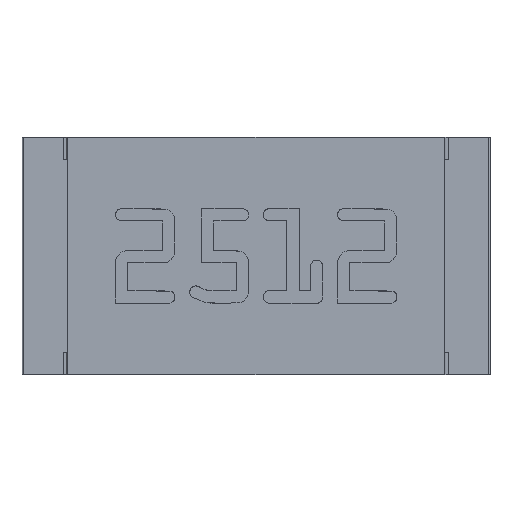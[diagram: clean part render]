
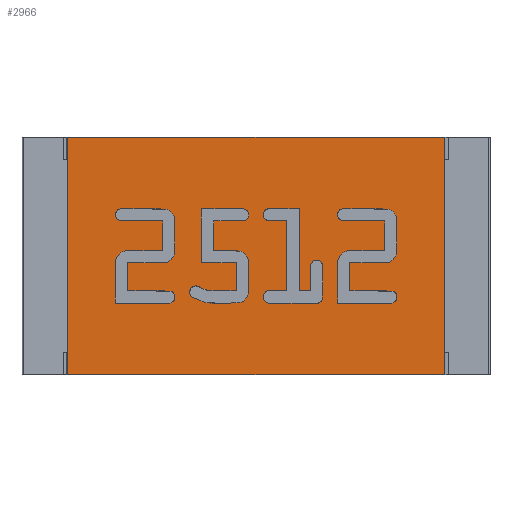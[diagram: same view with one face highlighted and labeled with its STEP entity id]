
A CAD part, top view. The second image highlights one B-rep face of the part: STEP entity #2966.
In plain terms, the highlighted planar face has unit normal (0, 0, 1).
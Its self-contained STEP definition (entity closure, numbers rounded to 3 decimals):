
#2706 = VERTEX_POINT('',#2707);
#2707 = CARTESIAN_POINT('',(-2.533,-1.6,0.65));
#2714 = PLANE('',#2715);
#2715 = AXIS2_PLACEMENT_3D('',#2716,#2717,#2718);
#2716 = CARTESIAN_POINT('',(0.,-1.6,0.632));
#2717 = DIRECTION('',(0.,1.,0.));
#2718 = DIRECTION('',(-1.,0.,0.));
#2726 = PLANE('',#2727);
#2727 = AXIS2_PLACEMENT_3D('',#2728,#2729,#2730);
#2728 = CARTESIAN_POINT('',(-2.553,-1.6,0.615));
#2729 = DIRECTION('',(-0.866,0.,0.5));
#2730 = DIRECTION('',(0.5,0.,0.866));
#2738 = EDGE_CURVE('',#2706,#2739,#2741,.T.);
#2739 = VERTEX_POINT('',#2740);
#2740 = CARTESIAN_POINT('',(2.533,-1.6,0.65));
#2741 = SURFACE_CURVE('',#2742,(#2746,#2753),.PCURVE_S1.);
#2742 = LINE('',#2743,#2744);
#2743 = CARTESIAN_POINT('',(-2.533,-1.6,0.65));
#2744 = VECTOR('',#2745,1.);
#2745 = DIRECTION('',(1.,0.,0.));
#2746 = PCURVE('',#2714,#2747);
#2747 = DEFINITIONAL_REPRESENTATION('',(#2748),#2752);
#2748 = LINE('',#2749,#2750);
#2749 = CARTESIAN_POINT('',(2.533,0.018));
#2750 = VECTOR('',#2751,1.);
#2751 = DIRECTION('',(-1.,0.));
#2752 = ( GEOMETRIC_REPRESENTATION_CONTEXT(2) 
PARAMETRIC_REPRESENTATION_CONTEXT() REPRESENTATION_CONTEXT('2D SPACE',''
  ) );
#2753 = PCURVE('',#2754,#2759);
#2754 = PLANE('',#2755);
#2755 = AXIS2_PLACEMENT_3D('',#2756,#2757,#2758);
#2756 = CARTESIAN_POINT('',(-2.533,-1.6,0.65));
#2757 = DIRECTION('',(0.,0.,1.));
#2758 = DIRECTION('',(1.,0.,-0.));
#2759 = DEFINITIONAL_REPRESENTATION('',(#2760),#2764);
#2760 = LINE('',#2761,#2762);
#2761 = CARTESIAN_POINT('',(0.,0.));
#2762 = VECTOR('',#2763,1.);
#2763 = DIRECTION('',(1.,0.));
#2764 = ( GEOMETRIC_REPRESENTATION_CONTEXT(2) 
PARAMETRIC_REPRESENTATION_CONTEXT() REPRESENTATION_CONTEXT('2D SPACE',''
  ) );
#2782 = PLANE('',#2783);
#2783 = AXIS2_PLACEMENT_3D('',#2784,#2785,#2786);
#2784 = CARTESIAN_POINT('',(2.553,-1.6,0.615));
#2785 = DIRECTION('',(0.866,0.,0.5));
#2786 = DIRECTION('',(0.5,0.,-0.866));
#2847 = EDGE_CURVE('',#2706,#2848,#2850,.T.);
#2848 = VERTEX_POINT('',#2849);
#2849 = CARTESIAN_POINT('',(-2.533,1.6,0.65));
#2850 = SURFACE_CURVE('',#2851,(#2855,#2862),.PCURVE_S1.);
#2851 = LINE('',#2852,#2853);
#2852 = CARTESIAN_POINT('',(-2.533,-1.6,0.65));
#2853 = VECTOR('',#2854,1.);
#2854 = DIRECTION('',(0.,1.,0.));
#2855 = PCURVE('',#2726,#2856);
#2856 = DEFINITIONAL_REPRESENTATION('',(#2857),#2861);
#2857 = LINE('',#2858,#2859);
#2858 = CARTESIAN_POINT('',(0.04,0.));
#2859 = VECTOR('',#2860,1.);
#2860 = DIRECTION('',(0.,1.));
#2861 = ( GEOMETRIC_REPRESENTATION_CONTEXT(2) 
PARAMETRIC_REPRESENTATION_CONTEXT() REPRESENTATION_CONTEXT('2D SPACE',''
  ) );
#2862 = PCURVE('',#2754,#2863);
#2863 = DEFINITIONAL_REPRESENTATION('',(#2864),#2868);
#2864 = LINE('',#2865,#2866);
#2865 = CARTESIAN_POINT('',(0.,0.));
#2866 = VECTOR('',#2867,1.);
#2867 = DIRECTION('',(0.,1.));
#2868 = ( GEOMETRIC_REPRESENTATION_CONTEXT(2) 
PARAMETRIC_REPRESENTATION_CONTEXT() REPRESENTATION_CONTEXT('2D SPACE',''
  ) );
#2884 = PLANE('',#2885);
#2885 = AXIS2_PLACEMENT_3D('',#2886,#2887,#2888);
#2886 = CARTESIAN_POINT('',(0.,1.6,0.632));
#2887 = DIRECTION('',(0.,1.,0.));
#2888 = DIRECTION('',(-1.,0.,0.));
#2900 = EDGE_CURVE('',#2848,#2901,#2903,.T.);
#2901 = VERTEX_POINT('',#2902);
#2902 = CARTESIAN_POINT('',(2.533,1.6,0.65));
#2903 = SURFACE_CURVE('',#2904,(#2908,#2915),.PCURVE_S1.);
#2904 = LINE('',#2905,#2906);
#2905 = CARTESIAN_POINT('',(-2.533,1.6,0.65));
#2906 = VECTOR('',#2907,1.);
#2907 = DIRECTION('',(1.,0.,0.));
#2908 = PCURVE('',#2884,#2909);
#2909 = DEFINITIONAL_REPRESENTATION('',(#2910),#2914);
#2910 = LINE('',#2911,#2912);
#2911 = CARTESIAN_POINT('',(2.533,0.018));
#2912 = VECTOR('',#2913,1.);
#2913 = DIRECTION('',(-1.,0.));
#2914 = ( GEOMETRIC_REPRESENTATION_CONTEXT(2) 
PARAMETRIC_REPRESENTATION_CONTEXT() REPRESENTATION_CONTEXT('2D SPACE',''
  ) );
#2915 = PCURVE('',#2754,#2916);
#2916 = DEFINITIONAL_REPRESENTATION('',(#2917),#2921);
#2917 = LINE('',#2918,#2919);
#2918 = CARTESIAN_POINT('',(0.,3.2));
#2919 = VECTOR('',#2920,1.);
#2920 = DIRECTION('',(1.,0.));
#2921 = ( GEOMETRIC_REPRESENTATION_CONTEXT(2) 
PARAMETRIC_REPRESENTATION_CONTEXT() REPRESENTATION_CONTEXT('2D SPACE',''
  ) );
#2966 = ADVANCED_FACE('',(#2967),#2754,.T.);
#2967 = FACE_BOUND('',#2968,.T.);
#2968 = EDGE_LOOP('',(#2969,#2970,#2971,#2992));
#2969 = ORIENTED_EDGE('',*,*,#2847,.F.);
#2970 = ORIENTED_EDGE('',*,*,#2738,.T.);
#2971 = ORIENTED_EDGE('',*,*,#2972,.T.);
#2972 = EDGE_CURVE('',#2739,#2901,#2973,.T.);
#2973 = SURFACE_CURVE('',#2974,(#2978,#2985),.PCURVE_S1.);
#2974 = LINE('',#2975,#2976);
#2975 = CARTESIAN_POINT('',(2.533,-1.6,0.65));
#2976 = VECTOR('',#2977,1.);
#2977 = DIRECTION('',(0.,1.,0.));
#2978 = PCURVE('',#2754,#2979);
#2979 = DEFINITIONAL_REPRESENTATION('',(#2980),#2984);
#2980 = LINE('',#2981,#2982);
#2981 = CARTESIAN_POINT('',(5.065,0.));
#2982 = VECTOR('',#2983,1.);
#2983 = DIRECTION('',(0.,1.));
#2984 = ( GEOMETRIC_REPRESENTATION_CONTEXT(2) 
PARAMETRIC_REPRESENTATION_CONTEXT() REPRESENTATION_CONTEXT('2D SPACE',''
  ) );
#2985 = PCURVE('',#2782,#2986);
#2986 = DEFINITIONAL_REPRESENTATION('',(#2987),#2991);
#2987 = LINE('',#2988,#2989);
#2988 = CARTESIAN_POINT('',(-0.04,0.));
#2989 = VECTOR('',#2990,1.);
#2990 = DIRECTION('',(0.,1.));
#2991 = ( GEOMETRIC_REPRESENTATION_CONTEXT(2) 
PARAMETRIC_REPRESENTATION_CONTEXT() REPRESENTATION_CONTEXT('2D SPACE',''
  ) );
#2992 = ORIENTED_EDGE('',*,*,#2900,.F.);
